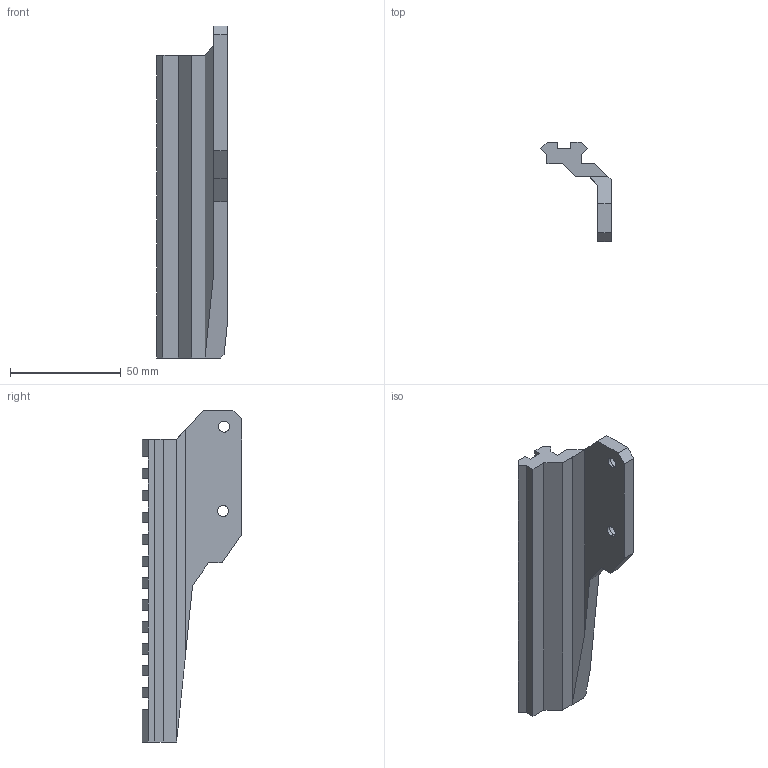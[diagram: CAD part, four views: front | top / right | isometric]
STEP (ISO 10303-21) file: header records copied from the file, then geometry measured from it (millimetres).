
FILE_DESCRIPTION (( 'STEP AP214' ), '1' );
FILE_NAME ('rail40-214.STEP', '2020-03-24T06:46:14', ( '' ), ( '' ), 'SwSTEP 2.0', 'SolidWorks 2016', '' );
FILE_SCHEMA (( 'AUTOMOTIVE_DESIGN' ));
Length unit declared in the file: millimetre
Products named in the file (1): rail40-214
Bounding box: 31.75 x 45 x 150 mm (x, y, z)
Volume: 43221.3 mm3; surface area: 18079.5 mm2
Topology: 1 solids, 1 shells, 162 faces, 471 edges, 311 vertices
Faces by surface type: plane 150, cylinder 8, cone 4
Entity records: 5281 total; most frequent: CARTESIAN_POINT 945, ORIENTED_EDGE 942, DIRECTION 813, EDGE_CURVE 471, LINE 455, VECTOR 455, VERTEX_POINT 311, AXIS2_PLACEMENT_3D 179
